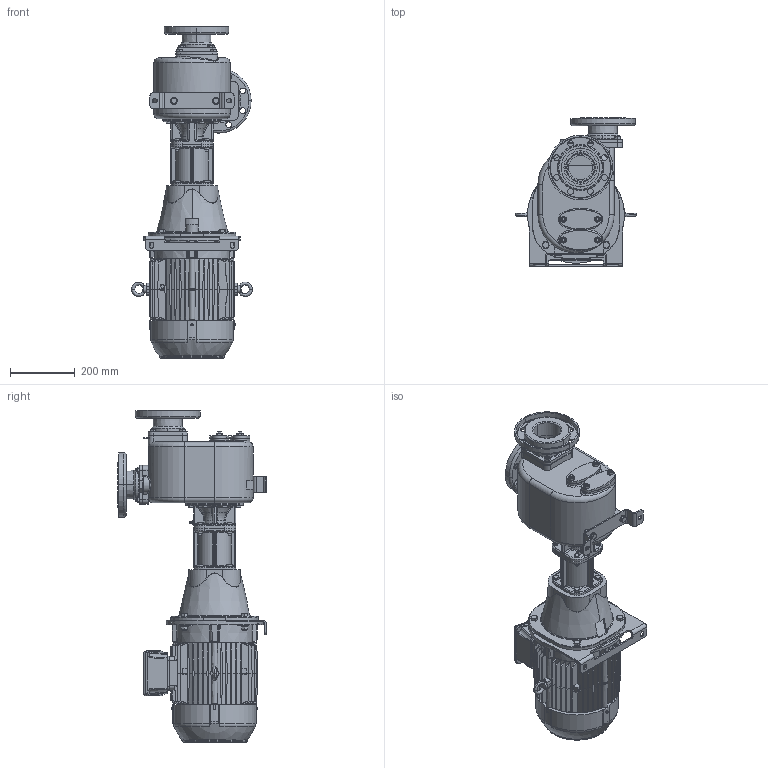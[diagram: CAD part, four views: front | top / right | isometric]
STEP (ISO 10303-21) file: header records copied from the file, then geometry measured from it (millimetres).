
FILE_DESCRIPTION((''),'2;1');
FILE_NAME('S_82_K_BBT52_F_SW0001','2016-08-11T',('Nicola'),(''),'CREO PARAMETRIC BY PTC INC, 2015290','CREO PARAMETRIC BY PTC INC, 2015290','');
FILE_SCHEMA(('CONFIG_CONTROL_DESIGN'));
Products named in the file (1): S_82_K_BBT52_F_SW0001
Bounding box: 373.96 x 460 x 1027.2 mm (x, y, z)
Volume: 35992247.2 mm3; surface area: 2126368.4 mm2
Topology: 2 solids, 9 shells, 4614 faces, 11044 edges, 6886 vertices
Faces by surface type: plane 2621, cone 820, cylinder 756, bspline 211, torus 191, sphere 11, extrusion 4
Entity records: 182468 total; most frequent: CARTESIAN_POINT 78000, ORIENTED_EDGE 22068, DIRECTION 20600, EDGE_CURVE 11034, AXIS2_PLACEMENT_3D 7303, VERTEX_POINT 6886, VECTOR 5994, LINE 5990
